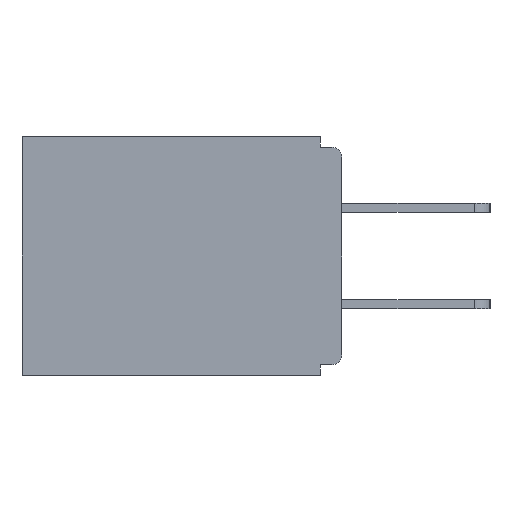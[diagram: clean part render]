
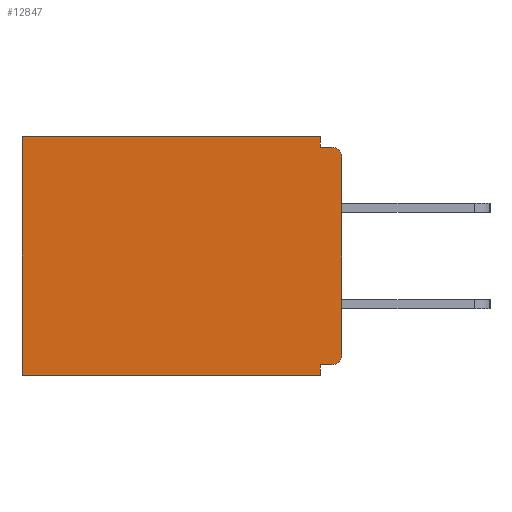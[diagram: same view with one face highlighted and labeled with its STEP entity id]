
A CAD part, left-side view. The second image highlights one B-rep face of the part: STEP entity #12847.
In plain terms, the highlighted planar face has unit normal (-1, 0, 0).
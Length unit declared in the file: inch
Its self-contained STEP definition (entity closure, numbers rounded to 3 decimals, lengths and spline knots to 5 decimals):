
#255 = ORIENTED_EDGE ( 'NONE', *, *, #1233, .T. ) ;
#581 = CARTESIAN_POINT ( 'NONE',  ( 0.298, 0., 0. ) ) ;
#886 = AXIS2_PLACEMENT_3D ( 'NONE', #7121, #3534, #4774 ) ;
#974 = ORIENTED_EDGE ( 'NONE', *, *, #6127, .F. ) ;
#1113 = EDGE_CURVE ( 'NONE', #2009, #15961, #14202, .T. ) ;
#1233 = EDGE_CURVE ( 'NONE', #9100, #15961, #9892, .T. ) ;
#1970 = ORIENTED_EDGE ( 'NONE', *, *, #12335, .T. ) ;
#2009 = VERTEX_POINT ( 'NONE', #2906 ) ;
#2515 = LINE ( 'NONE', #13802, #8067 ) ;
#2528 = FACE_OUTER_BOUND ( 'NONE', #5605, .T. ) ;
#2646 = AXIS2_PLACEMENT_3D ( 'NONE', #6937, #2969, #6882 ) ;
#2751 = VERTEX_POINT ( 'NONE', #11094 ) ;
#2781 = VECTOR ( 'NONE', #13415, 39.37008 ) ;
#2906 = CARTESIAN_POINT ( 'NONE',  ( 0.298, 0.031, -0.343 ) ) ;
#2949 = CARTESIAN_POINT ( 'NONE',  ( 0.298, 0.015, -0.015 ) ) ;
#2969 = DIRECTION ( 'NONE',  ( -1., 0., 0. ) ) ;
#3014 = CARTESIAN_POINT ( 'NONE',  ( 0.298, 0.031, -0.015 ) ) ;
#3024 = ORIENTED_EDGE ( 'NONE', *, *, #15476, .F. ) ;
#3409 = ORIENTED_EDGE ( 'NONE', *, *, #1113, .F. ) ;
#3455 = DIRECTION ( 'NONE',  ( 0., 0., -1. ) ) ;
#3534 = DIRECTION ( 'NONE',  ( -1., 0., 0. ) ) ;
#3987 = VERTEX_POINT ( 'NONE', #3014 ) ;
#4606 = CARTESIAN_POINT ( 'NONE',  ( 0.298, 0., -0.343 ) ) ;
#4614 = EDGE_CURVE ( 'NONE', #11106, #9100, #8093, .T. ) ;
#4774 = DIRECTION ( 'NONE',  ( 0., 0., -1. ) ) ;
#4962 = CARTESIAN_POINT ( 'NONE',  ( 0.298, 0.46, 0. ) ) ;
#5524 = DIRECTION ( 'NONE',  ( 1., 0., 0. ) ) ;
#5605 = EDGE_LOOP ( 'NONE', ( #1970, #3024, #7289, #10897, #255, #3409, #974, #11680, #9856, #12310 ) ) ;
#5642 = LINE ( 'NONE', #6150, #6254 ) ;
#5919 = CARTESIAN_POINT ( 'NONE',  ( 0.298, 0., -0.313 ) ) ;
#6035 = VECTOR ( 'NONE', #10600, 39.37008 ) ;
#6127 = EDGE_CURVE ( 'NONE', #8496, #2009, #2515, .T. ) ;
#6150 = CARTESIAN_POINT ( 'NONE',  ( 0.298, 0.031, -0.343 ) ) ;
#6254 = VECTOR ( 'NONE', #10029, 39.37008 ) ;
#6454 = EDGE_CURVE ( 'NONE', #2751, #8496, #9435, .T. ) ;
#6501 = EDGE_CURVE ( 'NONE', #12111, #15357, #14882, .T. ) ;
#6882 = DIRECTION ( 'NONE',  ( 0., 0., -1. ) ) ;
#6937 = CARTESIAN_POINT ( 'NONE',  ( 0.298, 0.015, -0.03 ) ) ;
#7121 = CARTESIAN_POINT ( 'NONE',  ( 0.298, 0.015, -0.313 ) ) ;
#7224 = CARTESIAN_POINT ( 'NONE',  ( 0.298, 0.031, 0. ) ) ;
#7271 = DIRECTION ( 'NONE',  ( 0., -1., 0. ) ) ;
#7289 = ORIENTED_EDGE ( 'NONE', *, *, #16212, .F. ) ;
#7472 = CARTESIAN_POINT ( 'NONE',  ( 0.298, 0.46, 0. ) ) ;
#7579 = CARTESIAN_POINT ( 'NONE',  ( 0.298, 0.031, -0.328 ) ) ;
#8056 = CARTESIAN_POINT ( 'NONE',  ( 0.298, 0., -0.328 ) ) ;
#8063 = DIRECTION ( 'NONE',  ( 0., 0., -1. ) ) ;
#8067 = VECTOR ( 'NONE', #11412, 39.37008 ) ;
#8093 = LINE ( 'NONE', #581, #11820 ) ;
#8119 = PLANE ( 'NONE',  #8574 ) ;
#8496 = VERTEX_POINT ( 'NONE', #7579 ) ;
#8574 = AXIS2_PLACEMENT_3D ( 'NONE', #15441, #5524, #8063 ) ;
#8634 = DIRECTION ( 'NONE',  ( 0., 0., -1. ) ) ;
#9100 = VERTEX_POINT ( 'NONE', #7472 ) ;
#9435 = LINE ( 'NONE', #8056, #6035 ) ;
#9856 = ORIENTED_EDGE ( 'NONE', *, *, #16187, .T. ) ;
#9875 = CARTESIAN_POINT ( 'NONE',  ( 0.298, 0.46, -0.343 ) ) ;
#9892 = LINE ( 'NONE', #4962, #10308 ) ;
#10029 = DIRECTION ( 'NONE',  ( 0., 0., -1. ) ) ;
#10257 = LINE ( 'NONE', #13515, #12782 ) ;
#10308 = VECTOR ( 'NONE', #8634, 39.37008 ) ;
#10600 = DIRECTION ( 'NONE',  ( 0., 1., 0. ) ) ;
#10897 = ORIENTED_EDGE ( 'NONE', *, *, #4614, .T. ) ;
#11094 = CARTESIAN_POINT ( 'NONE',  ( 0.298, 0.015, -0.328 ) ) ;
#11106 = VERTEX_POINT ( 'NONE', #7224 ) ;
#11241 = CIRCLE ( 'NONE', #2646, 0.015 ) ;
#11412 = DIRECTION ( 'NONE',  ( 0., 0., -1. ) ) ;
#11680 = ORIENTED_EDGE ( 'NONE', *, *, #6454, .F. ) ;
#11820 = VECTOR ( 'NONE', #12036, 39.37008 ) ;
#12036 = DIRECTION ( 'NONE',  ( 0., 1., 0. ) ) ;
#12082 = VERTEX_POINT ( 'NONE', #2949 ) ;
#12111 = VERTEX_POINT ( 'NONE', #14269 ) ;
#12310 = ORIENTED_EDGE ( 'NONE', *, *, #6501, .F. ) ;
#12335 = EDGE_CURVE ( 'NONE', #12111, #12082, #11241, .T. ) ;
#12782 = VECTOR ( 'NONE', #7271, 39.37008 ) ;
#12847 = ADVANCED_FACE ( 'NONE', ( #2528 ), #8119, .F. ) ;
#13117 = VECTOR ( 'NONE', #3455, 39.37008 ) ;
#13396 = CARTESIAN_POINT ( 'NONE',  ( 0.298, 0., 0. ) ) ;
#13415 = DIRECTION ( 'NONE',  ( 0., 1., 0. ) ) ;
#13515 = CARTESIAN_POINT ( 'NONE',  ( 0.298, 0., -0.015 ) ) ;
#13802 = CARTESIAN_POINT ( 'NONE',  ( 0.298, 0.031, -0.343 ) ) ;
#14202 = LINE ( 'NONE', #4606, #2781 ) ;
#14269 = CARTESIAN_POINT ( 'NONE',  ( 0.298, 0., -0.03 ) ) ;
#14882 = LINE ( 'NONE', #13396, #13117 ) ;
#15357 = VERTEX_POINT ( 'NONE', #5919 ) ;
#15441 = CARTESIAN_POINT ( 'NONE',  ( 0.298, 0., 0. ) ) ;
#15476 = EDGE_CURVE ( 'NONE', #3987, #12082, #10257, .T. ) ;
#15706 = CIRCLE ( 'NONE', #886, 0.015 ) ;
#15961 = VERTEX_POINT ( 'NONE', #9875 ) ;
#16187 = EDGE_CURVE ( 'NONE', #2751, #15357, #15706, .T. ) ;
#16212 = EDGE_CURVE ( 'NONE', #11106, #3987, #5642, .T. ) ;
